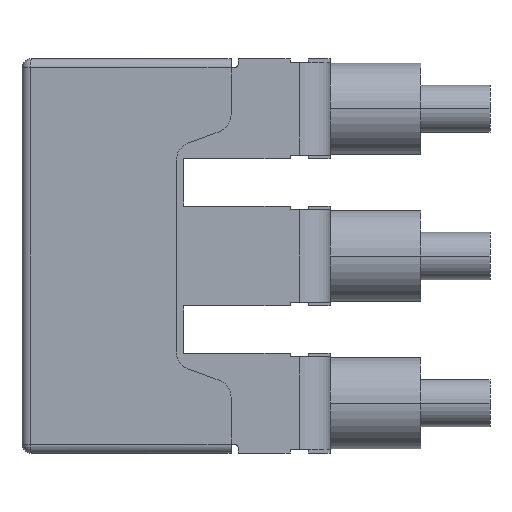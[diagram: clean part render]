
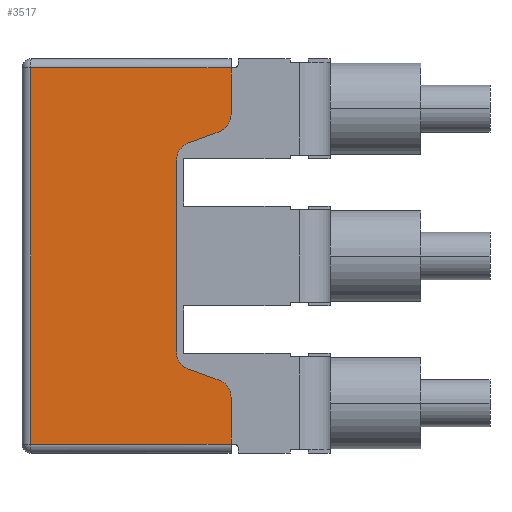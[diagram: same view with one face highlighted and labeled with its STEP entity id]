
A CAD part, left-side view. The second image highlights one B-rep face of the part: STEP entity #3517.
In plain terms, the highlighted face is planar.
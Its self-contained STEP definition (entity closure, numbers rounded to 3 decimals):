
#2933=DIRECTION('',(0.,-1.,-0.017));
#2934=VECTOR('',#2933,11.01);
#2935=CARTESIAN_POINT('',(21.2,11.009,-1.408));
#2936=LINE('',#2935,#2934);
#2941=DIRECTION('',(1.,0.,0.));
#2942=VECTOR('',#2941,20.7);
#2943=CARTESIAN_POINT('',(0.5,11.009,-1.408));
#2944=LINE('',#2943,#2942);
#2948=DIRECTION('',(0.,1.,0.017));
#2949=VECTOR('',#2948,11.01);
#2950=CARTESIAN_POINT('',(0.5,0.,-1.6));
#2951=LINE('',#2950,#2949);
#2955=DIRECTION('',(1.,0.,0.));
#2956=VECTOR('',#2955,2.58);
#2957=CARTESIAN_POINT('',(0.5,0.,-1.6));
#2958=LINE('',#2957,#2956);
#2962=CARTESIAN_POINT('',(4.019,0.658,
-1.589));
#2963=CARTESIAN_POINT('',(3.98,0.548,
-1.59));
#2964=CARTESIAN_POINT('',(3.873,0.368,
-1.594));
#2965=CARTESIAN_POINT('',(3.661,0.17,
-1.597));
#2966=CARTESIAN_POINT('',(3.403,0.039,
-1.599));
#2967=CARTESIAN_POINT('',(3.197,0.,-1.6));
#2968=CARTESIAN_POINT('',(3.08,0.,-1.6));
#2973=DIRECTION('',(-0.342,-0.94,-0.016));
#2974=VECTOR('',#2973,1.792);
#2975=CARTESIAN_POINT('',(4.632,2.342,-1.559));
#2976=LINE('',#2975,#2974);
#2980=DIRECTION('',(-1.,0.,0.));
#2981=VECTOR('',#2980,10.556);
#2982=CARTESIAN_POINT('',(16.128,3.,-1.548));
#2983=LINE('',#2982,#2981);
#2987=DIRECTION('',(-0.342,0.94,0.016));
#2988=VECTOR('',#2987,1.792);
#2989=CARTESIAN_POINT('',(17.681,0.658,
-1.589));
#2990=LINE('',#2989,#2988);
#2994=CARTESIAN_POINT('',(18.62,0.,-1.6));
#2995=CARTESIAN_POINT('',(18.503,0.,-1.6));
#2996=CARTESIAN_POINT('',(18.297,0.039,
-1.599));
#2997=CARTESIAN_POINT('',(18.039,0.17,
-1.597));
#2998=CARTESIAN_POINT('',(17.827,0.368,
-1.594));
#2999=CARTESIAN_POINT('',(17.72,0.548,
-1.59));
#3000=CARTESIAN_POINT('',(17.681,0.658,
-1.589));
#3005=DIRECTION('',(1.,0.,0.));
#3006=VECTOR('',#3005,2.58);
#3007=CARTESIAN_POINT('',(18.62,0.,-1.6));
#3008=LINE('',#3007,#3006);
#3161=CARTESIAN_POINT('',(21.2,0.,-1.6));
#3222=CARTESIAN_POINT('',(0.5,0.,-1.6));
#3259=CARTESIAN_POINT('',(17.068,2.342,-1.559));
#3260=CARTESIAN_POINT('',(17.028,2.452,-1.557));
#3261=CARTESIAN_POINT('',(16.921,2.632,-1.554));
#3262=CARTESIAN_POINT('',(16.709,2.83,-1.551));
#3263=CARTESIAN_POINT('',(16.451,2.961,-1.548));
#3264=CARTESIAN_POINT('',(16.245,3.,-1.548));
#3265=CARTESIAN_POINT('',(16.128,3.,-1.548));
#3295=CARTESIAN_POINT('',(5.572,3.,-1.548));
#3296=CARTESIAN_POINT('',(5.455,3.,-1.548));
#3297=CARTESIAN_POINT('',(5.249,2.961,-1.548));
#3298=CARTESIAN_POINT('',(4.991,2.83,-1.551));
#3299=CARTESIAN_POINT('',(4.779,2.632,-1.554));
#3300=CARTESIAN_POINT('',(4.672,2.452,-1.557));
#3301=CARTESIAN_POINT('',(4.632,2.342,-1.559));
#3423=CARTESIAN_POINT('',(16.128,3.,-1.548));
#3425=VERTEX_POINT('',#3423);
#3427=CARTESIAN_POINT('',(17.068,2.342,-1.559));
#3429=VERTEX_POINT('',#3427);
#3431=CARTESIAN_POINT('',(4.632,2.342,-1.559));
#3433=VERTEX_POINT('',#3431);
#3435=CARTESIAN_POINT('',(5.572,3.,-1.548));
#3437=VERTEX_POINT('',#3435);
#3439=CARTESIAN_POINT('',(17.681,0.658,
-1.589));
#3441=VERTEX_POINT('',#3439);
#3443=CARTESIAN_POINT('',(18.62,0.,-1.6));
#3445=VERTEX_POINT('',#3443);
#3446=CARTESIAN_POINT('',(4.019,0.658,
-1.589));
#3448=VERTEX_POINT('',#3446);
#3450=CARTESIAN_POINT('',(3.08,0.,-1.6));
#3452=VERTEX_POINT('',#3450);
#3472=CARTESIAN_POINT('',(21.2,11.009,-1.408));
#3473=VERTEX_POINT('',#3472);
#3474=CARTESIAN_POINT('',(0.5,11.009,-1.408));
#3475=VERTEX_POINT('',#3474);
#3478=VERTEX_POINT('',#3161);
#3483=VERTEX_POINT('',#3222);
#3486=CARTESIAN_POINT('',(-0.144,0.,-1.6));
#3487=DIRECTION('',(0.,-0.017,1.));
#3488=DIRECTION('',(1.,0.,0.));
#3489=AXIS2_PLACEMENT_3D('',#3486,#3487,#3488);
#3490=PLANE('',#3489);
#3492=ORIENTED_EDGE('',*,*,#3491,.F.);
#3494=ORIENTED_EDGE('',*,*,#3493,.F.);
#3496=ORIENTED_EDGE('',*,*,#3495,.F.);
#3498=ORIENTED_EDGE('',*,*,#3497,.T.);
#3500=ORIENTED_EDGE('',*,*,#3499,.F.);
#3502=ORIENTED_EDGE('',*,*,#3501,.F.);
#3504=ORIENTED_EDGE('',*,*,#3503,.F.);
#3506=ORIENTED_EDGE('',*,*,#3505,.F.);
#3508=ORIENTED_EDGE('',*,*,#3507,.F.);
#3510=ORIENTED_EDGE('',*,*,#3509,.F.);
#3512=ORIENTED_EDGE('',*,*,#3511,.F.);
#3514=ORIENTED_EDGE('',*,*,#3513,.T.);
#3515=EDGE_LOOP('',(#3492,#3494,#3496,#3498,#3500,#3502,#3504,#3506,#3508,#3510,
#3512,#3514));
#3516=FACE_OUTER_BOUND('',#3515,.F.);
#3517=ADVANCED_FACE('',(#3516),#3490,.F.);
#2969=B_SPLINE_CURVE_WITH_KNOTS('',3,(#2962,#2963,#2964,#2965,#2966,#2967,
#2968),.UNSPECIFIED.,.F.,.F.,(4,1,1,1,4),(0.,0.25,0.5,0.75,1.),
.UNSPECIFIED.);
#3001=B_SPLINE_CURVE_WITH_KNOTS('',3,(#2994,#2995,#2996,#2997,#2998,#2999,
#3000),.UNSPECIFIED.,.F.,.F.,(4,1,1,1,4),(0.,0.25,0.5,0.75,1.),
.UNSPECIFIED.);
#3266=B_SPLINE_CURVE_WITH_KNOTS('',3,(#3259,#3260,#3261,#3262,#3263,#3264,
#3265),.UNSPECIFIED.,.F.,.F.,(4,1,1,1,4),(0.,0.25,0.5,0.75,1.),
.UNSPECIFIED.);
#3302=B_SPLINE_CURVE_WITH_KNOTS('',3,(#3295,#3296,#3297,#3298,#3299,#3300,
#3301),.UNSPECIFIED.,.F.,.F.,(4,1,1,1,4),(0.,0.25,0.5,0.75,1.),
.UNSPECIFIED.);
#3491=EDGE_CURVE('',#3473,#3478,#2936,.T.);
#3493=EDGE_CURVE('',#3475,#3473,#2944,.T.);
#3495=EDGE_CURVE('',#3483,#3475,#2951,.T.);
#3497=EDGE_CURVE('',#3483,#3452,#2958,.T.);
#3499=EDGE_CURVE('',#3448,#3452,#2969,.T.);
#3501=EDGE_CURVE('',#3433,#3448,#2976,.T.);
#3503=EDGE_CURVE('',#3437,#3433,#3302,.T.);
#3505=EDGE_CURVE('',#3425,#3437,#2983,.T.);
#3507=EDGE_CURVE('',#3429,#3425,#3266,.T.);
#3509=EDGE_CURVE('',#3441,#3429,#2990,.T.);
#3511=EDGE_CURVE('',#3445,#3441,#3001,.T.);
#3513=EDGE_CURVE('',#3445,#3478,#3008,.T.);
